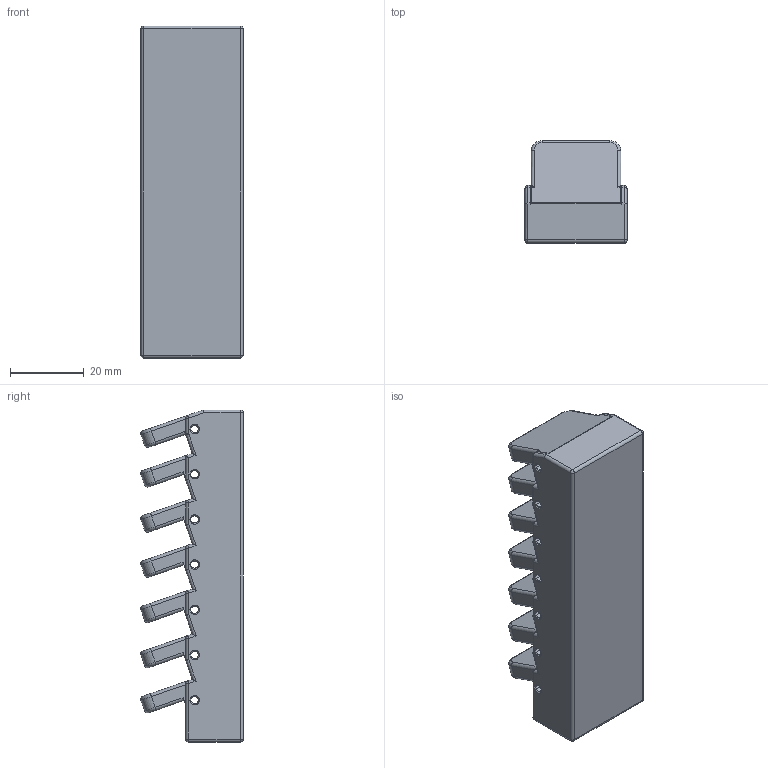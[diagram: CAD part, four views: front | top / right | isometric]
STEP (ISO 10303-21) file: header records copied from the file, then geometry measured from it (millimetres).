
FILE_DESCRIPTION (( 'STEP AP214' ), '1' );
FILE_NAME ('SV4 dock.STEP', '2024-12-08T02:54:28', ( '' ), ( '' ), 'SwSTEP 2.0', 'SolidWorks 2024', '' );
FILE_SCHEMA (( 'AUTOMOTIVE_DESIGN' ));
Length unit declared in the file: millimetre
Products named in the file (1): SV4 dock
Bounding box: 27.65 x 27.75 x 89.96 mm (x, y, z)
Volume: 30837.7 mm3; surface area: 29453.4 mm2
Topology: 3 solids, 3 shells, 826 faces, 2228 edges, 1366 vertices
Faces by surface type: plane 451, cylinder 229, cone 46, bspline 42, sphere 30, torus 28
Entity records: 27438 total; most frequent: CARTESIAN_POINT 6884, ORIENTED_EDGE 4396, DIRECTION 4111, EDGE_CURVE 2198, LINE 1557, VECTOR 1557, VERTEX_POINT 1366, AXIS2_PLACEMENT_3D 1277
